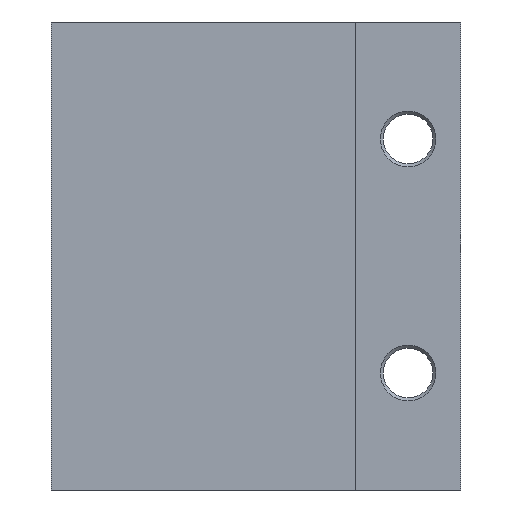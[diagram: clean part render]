
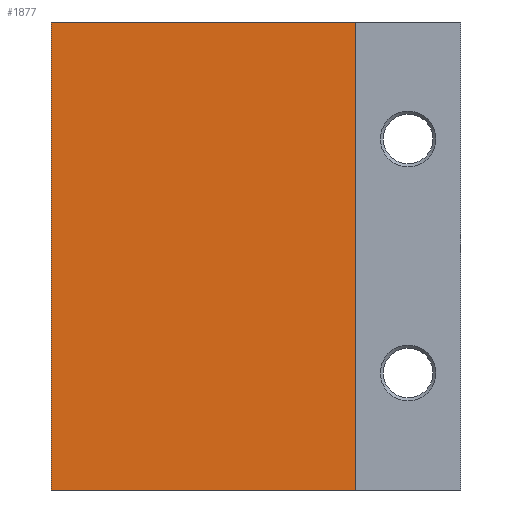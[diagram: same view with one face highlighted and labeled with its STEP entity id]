
A CAD part, left-side view. The second image highlights one B-rep face of the part: STEP entity #1877.
In plain terms, the highlighted face is planar.
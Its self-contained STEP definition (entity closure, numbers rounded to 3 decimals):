
#563=ORIENTED_EDGE('',*,*,#820,.T.);
#564=ORIENTED_EDGE('',*,*,#745,.T.);
#565=ORIENTED_EDGE('',*,*,#821,.F.);
#566=ORIENTED_EDGE('',*,*,#817,.T.);
#745=EDGE_CURVE('',#940,#941,#1123,.T.);
#817=EDGE_CURVE('',#993,#992,#1173,.T.);
#820=EDGE_CURVE('',#992,#940,#1176,.T.);
#821=EDGE_CURVE('',#993,#941,#1177,.T.);
#940=VERTEX_POINT('',#2942);
#941=VERTEX_POINT('',#2943);
#992=VERTEX_POINT('',#3094);
#993=VERTEX_POINT('',#3096);
#1123=LINE('',#2941,#1308);
#1173=LINE('',#3095,#1358);
#1176=LINE('',#3100,#1361);
#1177=LINE('',#3102,#1362);
#1308=VECTOR('',#2415,1000.);
#1358=VECTOR('',#2567,1000.);
#1361=VECTOR('',#2572,1000.);
#1362=VECTOR('',#2575,1000.);
#1520=EDGE_LOOP('',(#563,#564,#565,#566));
#1681=FACE_BOUND('',#1520,.T.);
#1764=PLANE('',#2058);
#1877=ADVANCED_FACE('',(#1681),#1764,.T.);
#2058=AXIS2_PLACEMENT_3D('',#3101,#2573,#2574);
#2415=DIRECTION('',(-1.,0.,0.));
#2567=DIRECTION('',(1.,0.,0.));
#2572=DIRECTION('',(0.,0.,1.));
#2573=DIRECTION('',(0.,-1.,0.));
#2574=DIRECTION('',(0.,0.,-1.));
#2575=DIRECTION('',(0.,0.,1.));
#2941=CARTESIAN_POINT('',(-40.,-30.,-18.02));
#2942=CARTESIAN_POINT('',(40.,-30.,-18.02));
#2943=CARTESIAN_POINT('',(-40.,-30.,-18.02));
#3094=CARTESIAN_POINT('',(40.,-30.,-70.));
#3095=CARTESIAN_POINT('',(-40.,-30.,-70.));
#3096=CARTESIAN_POINT('',(-40.,-30.,-70.));
#3100=CARTESIAN_POINT('',(40.,-30.,-70.));
#3101=CARTESIAN_POINT('',(-40.,-30.,-70.));
#3102=CARTESIAN_POINT('',(-40.,-30.,-70.));
